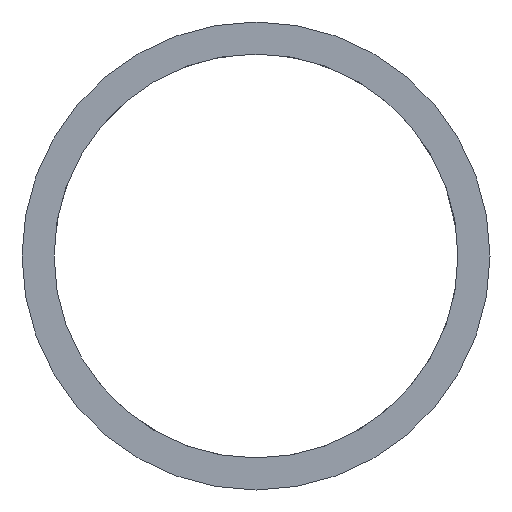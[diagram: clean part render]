
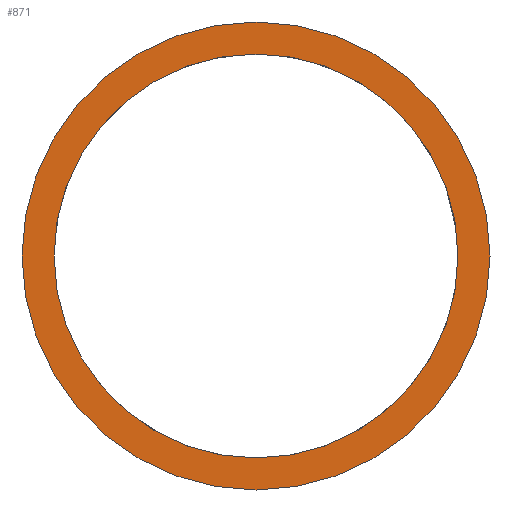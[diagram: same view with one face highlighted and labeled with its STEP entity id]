
A CAD part, front view. The second image highlights one B-rep face of the part: STEP entity #871.
In plain terms, the highlighted planar face has unit normal (0, -1, 0).
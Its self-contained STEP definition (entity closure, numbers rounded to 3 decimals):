
#2=CARTESIAN_POINT('',(0.,0.,0.));
#3=DIRECTION('',(0.,-1.,0.));
#4=DIRECTION('',(1.,0.,0.));
#5=AXIS2_PLACEMENT_3D('',#2,#3,#4);
#7=CARTESIAN_POINT('',(0.,0.,0.));
#8=DIRECTION('',(0.,-1.,0.));
#9=DIRECTION('',(-1.,0.,0.));
#10=AXIS2_PLACEMENT_3D('',#7,#8,#9);
#12=CARTESIAN_POINT('',(0.,0.,0.));
#13=DIRECTION('',(0.,1.,0.));
#14=DIRECTION('',(1.,0.,0.));
#15=AXIS2_PLACEMENT_3D('',#12,#13,#14);
#17=CARTESIAN_POINT('',(0.,0.,0.));
#18=DIRECTION('',(0.,1.,0.));
#19=DIRECTION('',(-1.,0.,0.));
#20=AXIS2_PLACEMENT_3D('',#17,#18,#19);
#712=CARTESIAN_POINT('',(18.125,0.,0.));
#713=CARTESIAN_POINT('',(-18.125,0.,0.));
#714=VERTEX_POINT('',#712);
#715=VERTEX_POINT('',#713);
#716=CARTESIAN_POINT('',(21.,0.,0.));
#717=CARTESIAN_POINT('',(-21.,0.,0.));
#718=VERTEX_POINT('',#716);
#719=VERTEX_POINT('',#717);
#854=CARTESIAN_POINT('',(0.,0.,0.));
#855=DIRECTION('',(0.,1.,0.));
#856=DIRECTION('',(1.,0.,0.));
#857=AXIS2_PLACEMENT_3D('',#854,#855,#856);
#858=PLANE('',#857);
#860=ORIENTED_EDGE('',*,*,#859,.T.);
#862=ORIENTED_EDGE('',*,*,#861,.T.);
#863=EDGE_LOOP('',(#860,#862));
#864=FACE_OUTER_BOUND('',#863,.F.);
#866=ORIENTED_EDGE('',*,*,#865,.T.);
#868=ORIENTED_EDGE('',*,*,#867,.T.);
#869=EDGE_LOOP('',(#866,#868));
#870=FACE_BOUND('',#869,.F.);
#6=CIRCLE('',#5,18.125);
#11=CIRCLE('',#10,18.125);
#16=CIRCLE('',#15,21.);
#21=CIRCLE('',#20,21.);
#859=EDGE_CURVE('',#718,#719,#16,.T.);
#861=EDGE_CURVE('',#719,#718,#21,.T.);
#865=EDGE_CURVE('',#714,#715,#6,.T.);
#867=EDGE_CURVE('',#715,#714,#11,.T.);
#871=ADVANCED_FACE('',(#864,#870),#858,.F.);
